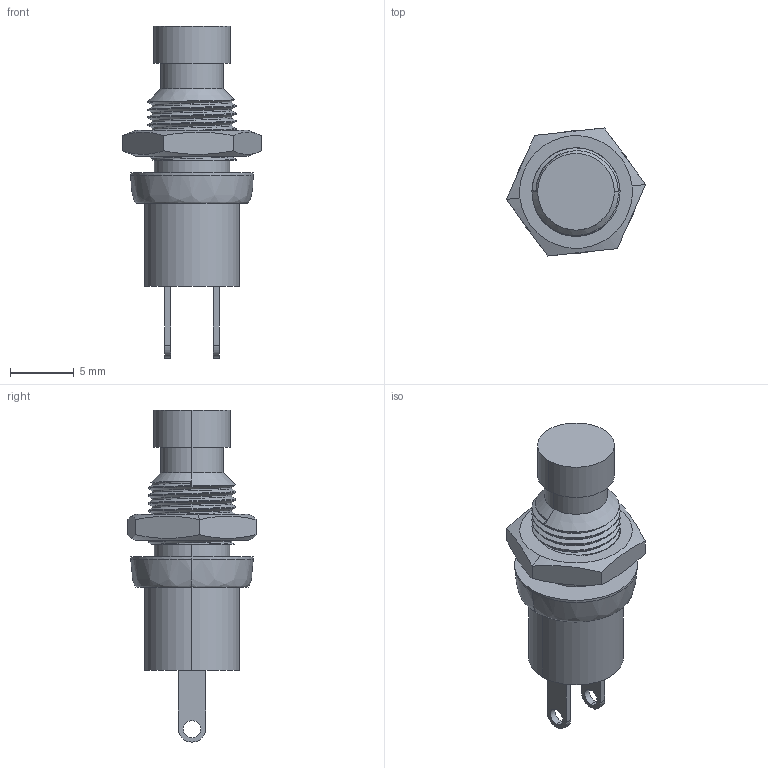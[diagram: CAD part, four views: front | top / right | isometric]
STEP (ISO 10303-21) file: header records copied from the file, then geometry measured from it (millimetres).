
FILE_DESCRIPTION(('STEP AP214'),'1');
FILE_NAME('pushbutton ASM.stp','2022-11-21T15:56:45',('3D-Tool'),(' '),'Spatial InterOp 3D',' ',' ');
FILE_SCHEMA(('AUTOMOTIVE_DESIGN { 1 0 10303 214 1 1 1 1 }'));
Length unit declared in the file: millimetre
Products named in the file (3): pushbutton ASM; momentary button nut; momentary pushbutton
Assembly tree (2 placements, depth 2):
  pushbutton ASM
    momentary button nut
    momentary pushbutton
Bounding box: 10.91 x 10.03 x 26 mm (x, y, z)
Volume: 869.1 mm3; surface area: 921 mm2
Topology: 2 solids, 2 shells, 83 faces, 213 edges, 140 vertices
Faces by surface type: cylinder 43, plane 26, bspline 8, cone 6
Entity records: 8310 total; most frequent: CARTESIAN_POINT 5749, ORIENTED_EDGE 426, DIRECTION 336, EDGE_CURVE 213, VERTEX_POINT 140, AXIS2_PLACEMENT_3D 126, EDGE_LOOP 95, LINE 84
